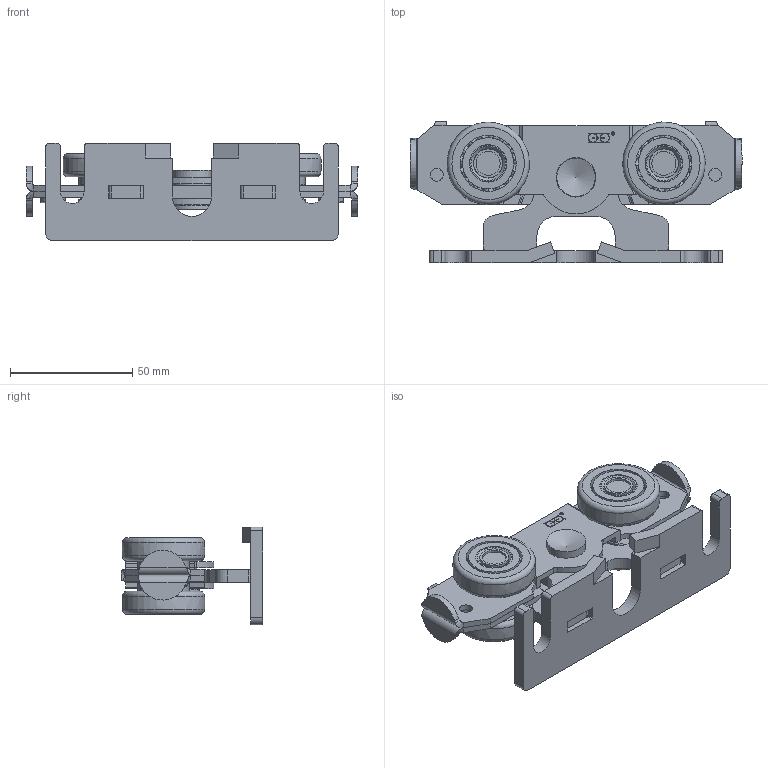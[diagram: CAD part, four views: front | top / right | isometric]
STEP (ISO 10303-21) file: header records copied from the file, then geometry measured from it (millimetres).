
FILE_DESCRIPTION(/* description */ (''),/* implementation_level */ '2;1');
FILE_NAME(/* name */ '9242NC.stp',/* time_stamp */ '2019-08-08T09:36:15+02:00',/* author */ ('DOMINIQUE'),/* organization */ (''),/* preprocessor_version */ 'ST-DEVELOPER v17.2',/* originating_system */ 'Autodesk Inventor 2019',/* authorisation */ '');
FILE_SCHEMA (('AUTOMOTIVE_DESIGN { 1 0 10303 214 3 1 1 }'));
Length unit declared in the file: millimetre
Products named in the file (1): 9242NC
Bounding box: 136.03 x 58 x 40 mm (x, y, z)
Volume: 86233.4 mm3; surface area: 59238.6 mm2
Topology: 74 solids, 74 shells, 714 faces, 2130 edges, 1359 vertices
Faces by surface type: plane 242, cylinder 179, torus 138, sphere 124, bspline 22, cone 9
Full cylindrical faces by diameter (mm): 1.381 x1, 1.499 x1, 5.2 x4, 8 x2, 9.8 x4, 10 x2, 11.8 x4, 12.1 x4, 15.1 x8, 15.3 x8, 15.8 x1, 16.2 x3, 18 x1, 21 x8, 23 x8
Entity records: 26519 total; most frequent: CARTESIAN_POINT 6767, DIRECTION 4351, ORIENTED_EDGE 3786, EDGE_CURVE 1893, AXIS2_PLACEMENT_3D 1811, VERTEX_POINT 1367, CIRCLE 1104, EDGE_LOOP 794
